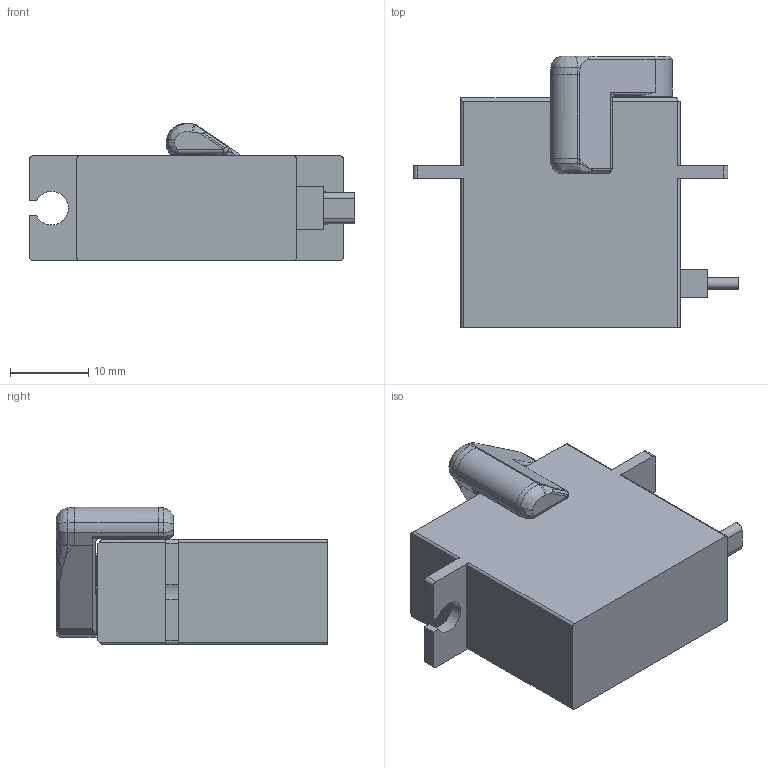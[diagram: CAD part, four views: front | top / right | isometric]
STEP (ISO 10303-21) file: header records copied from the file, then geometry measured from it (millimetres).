
FILE_DESCRIPTION(/* description */ (''),/* implementation_level */ '2;1');
FILE_NAME(/* name */ 'servo_arm_6mm_25T_servo_shaft v31.step',/* time_stamp */ '2024-09-13T20:06:56-04:00',/* author */ (''),/* organization */ (''),/* preprocessor_version */ 'ST-DEVELOPER v20',/* originating_system */ 'Autodesk Translation Framework v13.14.0.145',/* authorisation */ '');
FILE_SCHEMA (('AUTOMOTIVE_DESIGN { 1 0 10303 214 3 1 1 }'));
Length unit declared in the file: millimetre
Products named in the file (3): servo_arm_6mm_25T_servo_shaft; prd00355951; servo_arm_6mm_25T
Assembly tree (2 placements, depth 2):
  servo_arm_6mm_25T_servo_shaft
    prd00355951
    servo_arm_6mm_25T
Bounding box: 41.6 x 34.7 x 17.55 mm (x, y, z)
Volume: 12254 mm3; surface area: 4466.7 mm2
Topology: 2 solids, 2 shells, 191 faces, 518 edges, 335 vertices
Faces by surface type: cylinder 99, plane 65, bspline 22, cone 3, torus 1, sphere 1
Full cylindrical faces by diameter (mm): 2.8 x1, 6 x1
Entity records: 7207 total; most frequent: CARTESIAN_POINT 2273, ORIENTED_EDGE 1034, DIRECTION 1030, EDGE_CURVE 517, AXIS2_PLACEMENT_3D 383, VERTEX_POINT 335, LINE 264, VECTOR 264
